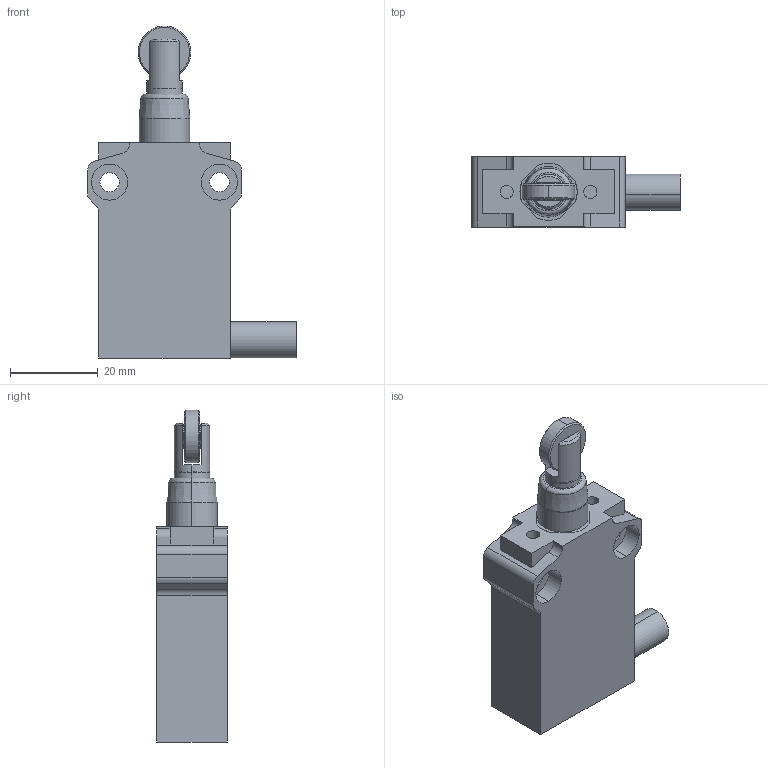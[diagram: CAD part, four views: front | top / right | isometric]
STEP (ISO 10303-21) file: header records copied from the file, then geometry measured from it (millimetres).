
FILE_DESCRIPTION (( 'STEP AP214' ), '1' );
FILE_NAME ('AEM2G1701Z11-3R.step', '2017-12-19T21:23:44', ( '' ), ( '' ), 'SwSTEP 2.0', 'SolidWorks 2017', '' );
FILE_SCHEMA (( 'AUTOMOTIVE_DESIGN' ));
Length unit declared in the file: inch
Products named in the file (1): AEM2G1701Z11-3R
Bounding box: 47.5 x 16 x 75.5 mm (x, y, z)
Volume: 26036 mm3; surface area: 8981.7 mm2
Topology: 6 solids, 6 shells, 129 faces, 303 edges, 198 vertices
Faces by surface type: plane 56, cylinder 54, cone 13, bspline 6
Entity records: 5593 total; most frequent: CARTESIAN_POINT 769, DIRECTION 669, ORIENTED_EDGE 606, EDGE_CURVE 303, AXIS2_PLACEMENT_3D 258, VERTEX_POINT 198, LINE 153, VECTOR 153
